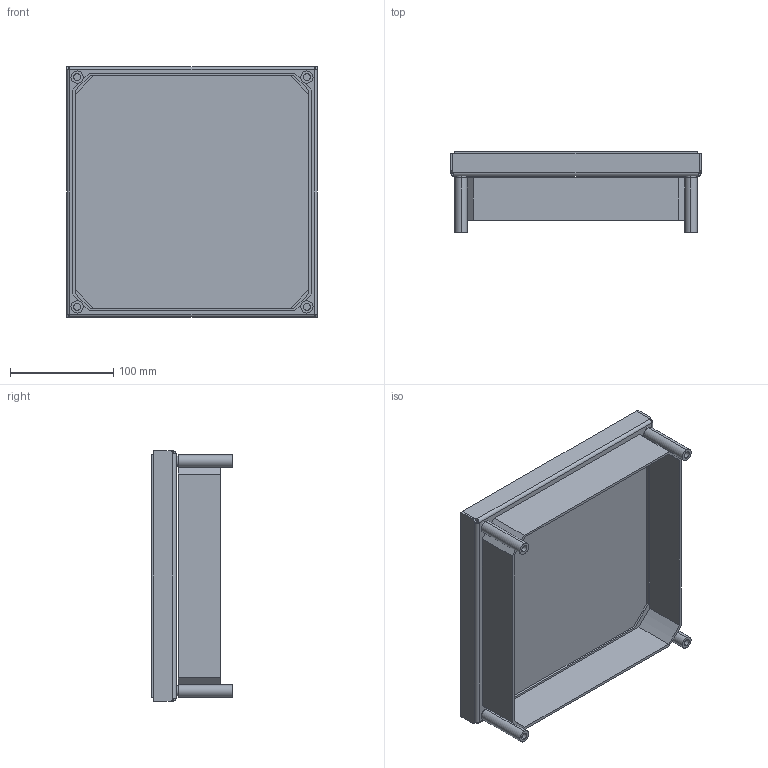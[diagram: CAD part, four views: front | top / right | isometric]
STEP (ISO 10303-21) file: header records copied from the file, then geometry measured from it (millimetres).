
FILE_DESCRIPTION((''),'2;1');
FILE_NAME('EKQ12115_ASM','2024-02-29T10:31:02',('goergem'),(''),'CREO PARAMETRIC BY PTC INC, 2022281','CREO PARAMETRIC BY PTC INC, 2022281','');
FILE_SCHEMA(('AUTOMOTIVE_DESIGN { 1 0 10303 214 1 1 1 1 }'));
Length unit declared in the file: millimetre
Products named in the file (6): T-00626_1; T-00632_1; T-00625_1; T-00951_1; T-00827_ASM_1_ASM; EKQ12115_ASM
Assembly tree (8 placements, depth 3):
  EKQ12115_ASM
    T-00827_ASM_1_ASM
      T-00626_1
      T-00632_1  x4
      T-00625_1
      T-00951_1
Bounding box: 243 x 79 x 243 mm (x, y, z)
Volume: 1382097.7 mm3; surface area: 281517.4 mm2
Topology: 7 solids, 7 shells, 126 faces, 280 edges, 176 vertices
Faces by surface type: plane 78, cylinder 48
Entity records: 4443 total; most frequent: DIRECTION 573, CARTESIAN_POINT 527, ORIENTED_EDGE 416, COLOUR_RGB 215, EDGE_CURVE 208, AXIS2_PLACEMENT_3D 198, PRESENTATION_STYLE_ASSIGNMENT 169, STYLED_ITEM 169
